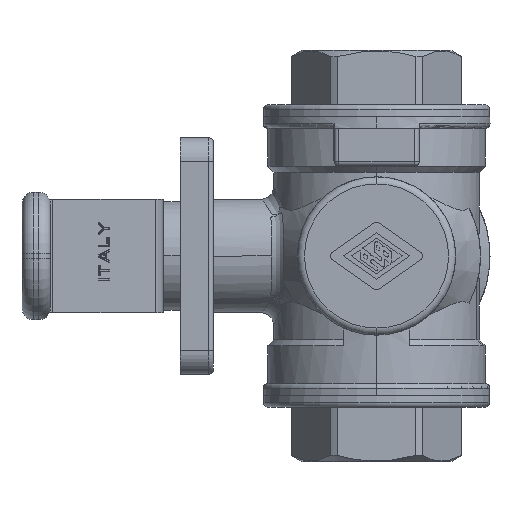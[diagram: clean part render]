
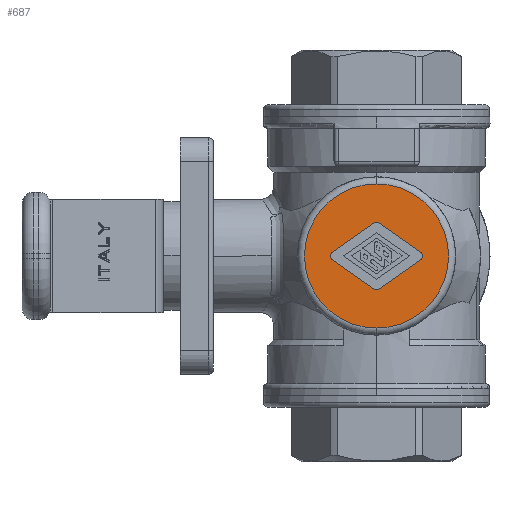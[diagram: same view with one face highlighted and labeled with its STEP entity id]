
A CAD part, left-side view. The second image highlights one B-rep face of the part: STEP entity #687.
In plain terms, the highlighted planar face has unit normal (-1, 0, 0).
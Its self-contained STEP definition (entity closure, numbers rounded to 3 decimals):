
#687=ADVANCED_FACE('',(#1702,#1703),#1704,.F.);
#1702=FACE_OUTER_BOUND('',#3465,.T.);
#1703=FACE_BOUND('',#3466,.T.);
#1704=PLANE('',#3467);
#3465=EDGE_LOOP('',(#6902,#6903));
#3466=EDGE_LOOP('',(#6904,#6905,#6906,#6907,#6908,#6909,#6910,#6911,#6912,#6913));
#3467=AXIS2_PLACEMENT_3D('',#6914,#6915,#6916);
#6902=ORIENTED_EDGE('',*,*,#10550,.F.);
#6903=ORIENTED_EDGE('',*,*,#10270,.F.);
#6904=ORIENTED_EDGE('',*,*,#10551,.T.);
#6905=ORIENTED_EDGE('',*,*,#10552,.T.);
#6906=ORIENTED_EDGE('',*,*,#10282,.T.);
#6907=ORIENTED_EDGE('',*,*,#10553,.T.);
#6908=ORIENTED_EDGE('',*,*,#10554,.T.);
#6909=ORIENTED_EDGE('',*,*,#10555,.T.);
#6910=ORIENTED_EDGE('',*,*,#10461,.T.);
#6911=ORIENTED_EDGE('',*,*,#10324,.T.);
#6912=ORIENTED_EDGE('',*,*,#10556,.T.);
#6913=ORIENTED_EDGE('',*,*,#10557,.T.);
#6914=CARTESIAN_POINT('',(-25.5,-8.375,0.0));
#6915=DIRECTION('',(1.0,0.0,0.));
#6916=DIRECTION('',(0.,0.0,-1.0));
#10270=EDGE_CURVE('',#12085,#12088,#12089,.T.);
#10282=EDGE_CURVE('',#12104,#12108,#12110,.T.);
#10324=EDGE_CURVE('',#12177,#12181,#12183,.T.);
#10461=EDGE_CURVE('',#12389,#12177,#12390,.T.);
#10550=EDGE_CURVE('',#12088,#12085,#12531,.T.);
#10551=EDGE_CURVE('',#12532,#12533,#12534,.T.);
#10552=EDGE_CURVE('',#12533,#12104,#12535,.T.);
#10553=EDGE_CURVE('',#12108,#12536,#12537,.T.);
#10554=EDGE_CURVE('',#12536,#12538,#12539,.T.);
#10555=EDGE_CURVE('',#12538,#12389,#12540,.T.);
#10556=EDGE_CURVE('',#12181,#12541,#12542,.T.);
#10557=EDGE_CURVE('',#12541,#12532,#12543,.T.);
#12085=VERTEX_POINT('',#15949);
#12088=VERTEX_POINT('',#15952);
#12089=CIRCLE('',#15953,15.25);
#12104=VERTEX_POINT('',#15970);
#12108=VERTEX_POINT('',#15975);
#12110=CIRCLE('',#15978,1.0);
#12177=VERTEX_POINT('',#16411);
#12181=VERTEX_POINT('',#16416);
#12183=CIRCLE('',#16419,1.0);
#12389=VERTEX_POINT('',#17735);
#12390=CIRCLE('',#17736,1.0);
#12531=CIRCLE('',#17953,15.25);
#12532=VERTEX_POINT('',#17954);
#12533=VERTEX_POINT('',#17955);
#12534=LINE('',#17956,#17957);
#12535=CIRCLE('',#17958,1.0);
#12536=VERTEX_POINT('',#17959);
#12537=LINE('',#17960,#17961);
#12538=VERTEX_POINT('',#17962);
#12539=CIRCLE('',#17963,1.0);
#12540=LINE('',#17964,#17965);
#12541=VERTEX_POINT('',#17966);
#12542=LINE('',#17967,#17968);
#12543=CIRCLE('',#17969,1.0);
#15949=CARTESIAN_POINT('',(-25.5,0.,-15.25));
#15952=CARTESIAN_POINT('',(-25.5,0.0,15.25));
#15953=AXIS2_PLACEMENT_3D('',#23475,#23476,#23477);
#15970=CARTESIAN_POINT('',(-25.5,0.,-7.122));
#15975=CARTESIAN_POINT('',(-25.5,0.574,-6.941));
#15978=AXIS2_PLACEMENT_3D('',#23497,#23498,#23499);
#16411=CARTESIAN_POINT('',(-25.5,0.,7.122));
#16416=CARTESIAN_POINT('',(-25.5,-0.574,6.941));
#16419=AXIS2_PLACEMENT_3D('',#23545,#23546,#23547);
#17735=CARTESIAN_POINT('',(-25.5,0.574,6.941));
#17736=AXIS2_PLACEMENT_3D('',#23728,#23729,#23730);
#17953=AXIS2_PLACEMENT_3D('',#23843,#23844,#23845);
#17954=CARTESIAN_POINT('',(-25.5,-9.317,-0.819));
#17955=CARTESIAN_POINT('',(-25.5,-0.574,-6.941));
#17956=CARTESIAN_POINT('',(-25.5,0.0,-7.343));
#17957=VECTOR('',#23846,1.0);
#17958=AXIS2_PLACEMENT_3D('',#23847,#23848,#23849);
#17959=CARTESIAN_POINT('',(-25.5,9.317,-0.819));
#17960=CARTESIAN_POINT('',(-25.5,0.0,-7.343));
#17961=VECTOR('',#23850,1.0);
#17962=CARTESIAN_POINT('',(-25.5,9.317,0.819));
#17963=AXIS2_PLACEMENT_3D('',#23851,#23852,#23853);
#17964=CARTESIAN_POINT('',(-25.5,0.0,7.343));
#17965=VECTOR('',#23854,1.0);
#17966=CARTESIAN_POINT('',(-25.5,-9.317,0.819));
#17967=CARTESIAN_POINT('',(-25.5,0.0,7.343));
#17968=VECTOR('',#23855,1.0);
#17969=AXIS2_PLACEMENT_3D('',#23856,#23857,#23858);
#23475=CARTESIAN_POINT('',(-25.5,0.0,0.));
#23476=DIRECTION('',(1.0,0.0,0.));
#23477=DIRECTION('',(0.,0.0,-1.0));
#23497=CARTESIAN_POINT('',(-25.5,0.,-6.122));
#23498=DIRECTION('',(1.0,0.0,0.));
#23499=DIRECTION('',(0.,0.0,-1.0));
#23545=CARTESIAN_POINT('',(-25.5,0.,6.122));
#23546=DIRECTION('',(1.0,0.0,0.));
#23547=DIRECTION('',(0.,0.0,-1.0));
#23728=CARTESIAN_POINT('',(-25.5,0.,6.122));
#23729=DIRECTION('',(1.0,0.0,0.));
#23730=DIRECTION('',(0.,0.0,-1.0));
#23843=CARTESIAN_POINT('',(-25.5,0.0,0.));
#23844=DIRECTION('',(1.0,0.0,0.));
#23845=DIRECTION('',(0.,0.0,-1.0));
#23846=DIRECTION('',(0.,0.819,-0.574));
#23847=CARTESIAN_POINT('',(-25.5,0.,-6.122));
#23848=DIRECTION('',(1.0,0.0,0.));
#23849=DIRECTION('',(0.,0.0,-1.0));
#23850=DIRECTION('',(0.,0.819,0.574));
#23851=CARTESIAN_POINT('',(-25.5,8.743,0.));
#23852=DIRECTION('',(1.0,0.0,0.));
#23853=DIRECTION('',(0.,0.0,-1.0));
#23854=DIRECTION('',(0.,-0.819,0.574));
#23855=DIRECTION('',(0.,-0.819,-0.574));
#23856=CARTESIAN_POINT('',(-25.5,-8.743,0.));
#23857=DIRECTION('',(1.0,0.0,0.));
#23858=DIRECTION('',(0.,0.0,-1.0));
